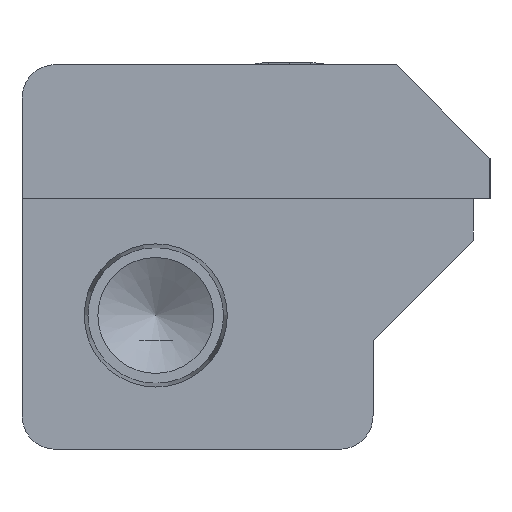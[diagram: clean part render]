
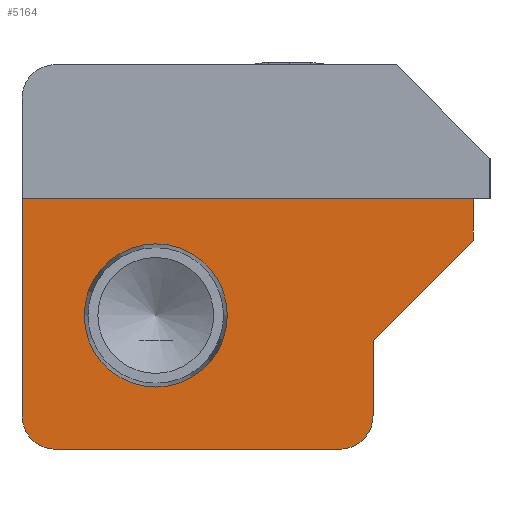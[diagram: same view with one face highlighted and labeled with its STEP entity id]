
A CAD part, left-side view. The second image highlights one B-rep face of the part: STEP entity #5164.
In plain terms, the highlighted planar face has unit normal (-1, 0, 0).
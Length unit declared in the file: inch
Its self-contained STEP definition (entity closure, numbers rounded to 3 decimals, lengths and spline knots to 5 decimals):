
#4656=CARTESIAN_POINT('',(-36.15499,18.68917,-1.0935));
#4657=VERTEX_POINT('',#4656);
#4658=CARTESIAN_POINT('',(-36.15499,18.42167,-1.0935));
#4659=DIRECTION('',(1.0,0.0,0.0));
#4660=DIRECTION('',(0.0,1.0,0.0));
#4661=AXIS2_PLACEMENT_3D('',#4658,#4659,#4660);
#4662=CIRCLE('',#4661,0.26751);
#4663=EDGE_CURVE('',#4657,#4657,#4662,.T.);
#5088=CARTESIAN_POINT('',(-36.15499,18.14836,-1.07429));
#5089=DIRECTION('',(1.0,0.0,0.0));
#5090=DIRECTION('',(0.0,0.0,-1.0));
#5091=AXIS2_PLACEMENT_3D('',#5088,#5089,#5090);
#5092=PLANE('',#5091);
#5093=CARTESIAN_POINT('',(-36.15499,17.73417,-1.5935));
#5094=VERTEX_POINT('',#5093);
#5095=CARTESIAN_POINT('',(-36.15499,18.79667,-1.5935));
#5096=VERTEX_POINT('',#5095);
#5097=CARTESIAN_POINT('',(-36.15499,17.73417,-1.5935));
#5098=DIRECTION('',(0.0,1.0,0.0));
#5099=VECTOR('',#5098,1.0625);
#5100=LINE('',#5097,#5099);
#5101=EDGE_CURVE('',#5094,#5096,#5100,.T.);
#5102=ORIENTED_EDGE('',*,*,#5101,.F.);
#5103=CARTESIAN_POINT('',(-36.15499,17.60917,-1.4685));
#5104=VERTEX_POINT('',#5103);
#5105=CARTESIAN_POINT('',(-36.15499,17.73417,-1.4685));
#5106=DIRECTION('',(1.,0.,0.));
#5107=DIRECTION('',(0.,-0.707,-0.707));
#5108=AXIS2_PLACEMENT_3D('',#5105,#5106,#5107);
#5109=CIRCLE('',#5108,0.125);
#5110=EDGE_CURVE('',#5104,#5094,#5109,.T.);
#5111=ORIENTED_EDGE('',*,*,#5110,.F.);
#5112=CARTESIAN_POINT('',(-36.15499,17.60917,-1.187));
#5113=VERTEX_POINT('',#5112);
#5114=CARTESIAN_POINT('',(-36.15499,17.60917,-1.187));
#5115=DIRECTION('',(0.0,0.0,-1.0));
#5116=VECTOR('',#5115,0.2815);
#5117=LINE('',#5114,#5116);
#5118=EDGE_CURVE('',#5113,#5104,#5117,.T.);
#5119=ORIENTED_EDGE('',*,*,#5118,.F.);
#5120=CARTESIAN_POINT('',(-36.15499,17.23417,-0.812));
#5121=VERTEX_POINT('',#5120);
#5122=CARTESIAN_POINT('',(-36.15499,17.23417,-0.812));
#5123=DIRECTION('',(0.0,0.707,-0.707));
#5124=VECTOR('',#5123,0.53033);
#5125=LINE('',#5122,#5124);
#5126=EDGE_CURVE('',#5121,#5113,#5125,.T.);
#5127=ORIENTED_EDGE('',*,*,#5126,.F.);
#5128=CARTESIAN_POINT('',(-36.15499,17.23417,-0.656));
#5129=VERTEX_POINT('',#5128);
#5130=CARTESIAN_POINT('',(-36.15499,17.23417,-0.656));
#5131=DIRECTION('',(0.0,0.0,-1.0));
#5132=VECTOR('',#5131,0.156);
#5133=LINE('',#5130,#5132);
#5134=EDGE_CURVE('',#5129,#5121,#5133,.T.);
#5135=ORIENTED_EDGE('',*,*,#5134,.F.);
#5136=CARTESIAN_POINT('',(-36.15499,18.92167,-0.656));
#5137=VERTEX_POINT('',#5136);
#5138=CARTESIAN_POINT('',(-36.15499,18.92167,-0.656));
#5139=DIRECTION('',(0.0,-1.0,0.0));
#5140=VECTOR('',#5139,1.6875);
#5141=LINE('',#5138,#5140);
#5142=EDGE_CURVE('',#5137,#5129,#5141,.T.);
#5143=ORIENTED_EDGE('',*,*,#5142,.F.);
#5144=CARTESIAN_POINT('',(-36.15499,18.92167,-1.4685));
#5145=VERTEX_POINT('',#5144);
#5146=CARTESIAN_POINT('',(-36.15499,18.92167,-1.4685));
#5147=DIRECTION('',(0.0,0.0,1.0));
#5148=VECTOR('',#5147,0.8125);
#5149=LINE('',#5146,#5148);
#5150=EDGE_CURVE('',#5145,#5137,#5149,.T.);
#5151=ORIENTED_EDGE('',*,*,#5150,.F.);
#5152=CARTESIAN_POINT('',(-36.15499,18.79667,-1.4685));
#5153=DIRECTION('',(1.,0.,0.));
#5154=DIRECTION('',(0.,0.707,-0.707));
#5155=AXIS2_PLACEMENT_3D('',#5152,#5153,#5154);
#5156=CIRCLE('',#5155,0.125);
#5157=EDGE_CURVE('',#5096,#5145,#5156,.T.);
#5158=ORIENTED_EDGE('',*,*,#5157,.F.);
#5159=EDGE_LOOP('',(#5102,#5111,#5119,#5127,#5135,#5143,#5151,#5158));
#5160=FACE_OUTER_BOUND('',#5159,.T.);
#5161=ORIENTED_EDGE('',*,*,#4663,.T.);
#5162=EDGE_LOOP('',(#5161));
#5163=FACE_BOUND('',#5162,.T.);
#5164=ADVANCED_FACE('',(#5160,#5163),#5092,.F.);
